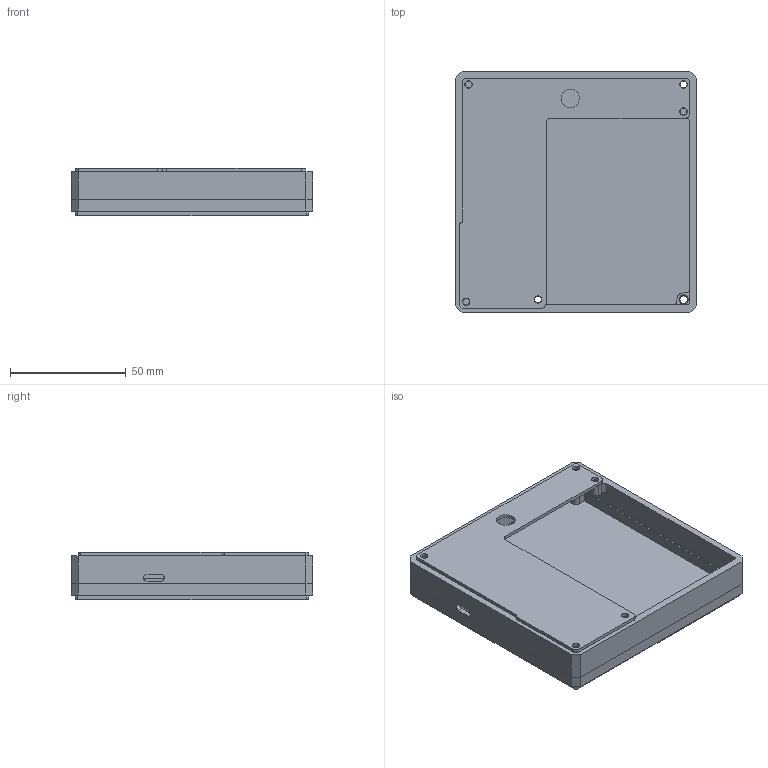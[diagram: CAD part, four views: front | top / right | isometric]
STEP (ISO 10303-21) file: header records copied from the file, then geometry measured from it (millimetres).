
FILE_DESCRIPTION(/* description */ ('STEP AP242','CAx-IF Rec.Pracs.---Representation and Presentation of Product Manufacturing Information (PMI)---4.0---2014-10-13','CAx-IF Rec.Pracs.---3D Tessellated Geometry---0.4---2014-09-14','2;1'),/* implementation_level */ '2;1');
FILE_NAME(/* name */ '67b740a06d30641f80c79bf0',/* time_stamp */ '2025-02-20T14:48:02Z',/* author */ (''),/* organization */ (''),/* preprocessor_version */ 'ST-DEVELOPER v20',/* originating_system */ 'ONSHAPE BY PTC INC, 1.193',/* authorisation */ ' ');
FILE_SCHEMA (('AP242_MANAGED_MODEL_BASED_3D_ENGINEERING_MIM_LF { 1 0 10303 442 1 1 4 }'));
Length unit declared in the file: metre
Products named in the file (4): Bottom outside; Middle; Bottom plexi; Top plexi
Bounding box: 104.55 x 104.55 x 20.5 mm (x, y, z)
Volume: 56992.5 mm3; surface area: 53223.9 mm2
Topology: 4 solids, 4 shells, 184 faces, 528 edges, 353 vertices
Faces by surface type: plane 128, cylinder 56
Full cylindrical faces by diameter (mm): 3 x5, 3.2 x11, 4 x3, 8 x1
Entity records: 6045 total; most frequent: CARTESIAN_POINT 1037, ORIENTED_EDGE 1004, DIRECTION 993, EDGE_CURVE 502, LINE 387, VECTOR 387, VERTEX_POINT 347, AXIS2_PLACEMENT_3D 303
